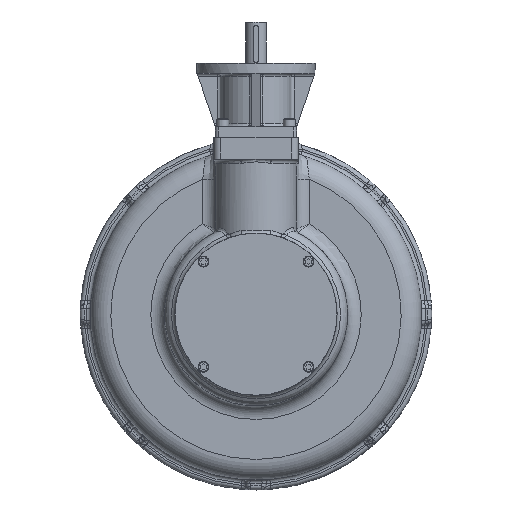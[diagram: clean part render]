
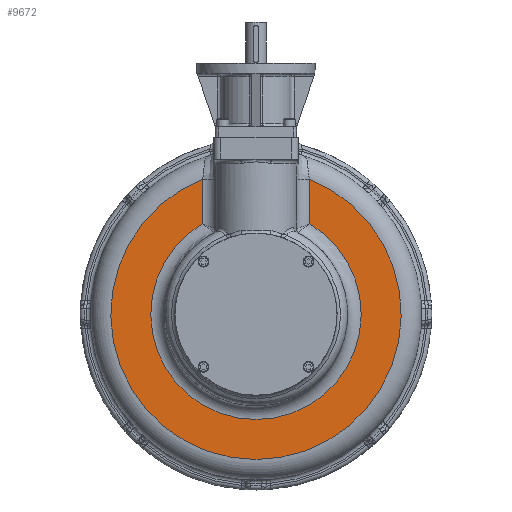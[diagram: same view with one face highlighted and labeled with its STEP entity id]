
A CAD part, top view. The second image highlights one B-rep face of the part: STEP entity #9672.
In plain terms, the highlighted planar face has unit normal (0, 0, 1).
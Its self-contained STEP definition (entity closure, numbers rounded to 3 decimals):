
#836=LINE('',#28103,#1363);
#839=LINE('',#28111,#1366);
#1363=VECTOR('',#17123,1000.);
#1366=VECTOR('',#17134,1000.);
#1631=PLANE('',#14581);
#3940=ORIENTED_EDGE('',*,*,#5717,.T.);
#3941=ORIENTED_EDGE('',*,*,#5715,.T.);
#3942=ORIENTED_EDGE('',*,*,#5725,.T.);
#3943=ORIENTED_EDGE('',*,*,#5720,.T.);
#5715=EDGE_CURVE('',#6723,#6725,#836,.F.);
#5717=EDGE_CURVE('',#6700,#6723,#7412,.T.);
#5720=EDGE_CURVE('',#6728,#6700,#839,.T.);
#5725=EDGE_CURVE('',#6725,#6728,#7415,.F.);
#6700=VERTEX_POINT('',#27267);
#6723=VERTEX_POINT('',#27897);
#6725=VERTEX_POINT('',#28094);
#6728=VERTEX_POINT('',#28112);
#7412=CIRCLE('',#14573,155.789);
#7415=CIRCLE('',#14578,215.);
#8147=EDGE_LOOP('',(#3940,#3941,#3942,#3943));
#8922=FACE_BOUND('',#8147,.T.);
#9672=ADVANCED_FACE('',(#8922),#1631,.F.);
#14573=AXIS2_PLACEMENT_3D('',#28106,#17127,#17128);
#14578=AXIS2_PLACEMENT_3D('',#28301,#17139,#17140);
#14581=AXIS2_PLACEMENT_3D('',#28306,#17147,#17148);
#17123=DIRECTION('',(0.,-1.,0.));
#17127=DIRECTION('',(0.,0.,-1.));
#17128=DIRECTION('',(1.,0.,0.));
#17134=DIRECTION('',(0.,-1.,0.));
#17139=DIRECTION('',(0.,0.,-1.));
#17140=DIRECTION('',(1.,0.,0.));
#17147=DIRECTION('',(0.,0.,-1.));
#17148=DIRECTION('',(1.,0.,0.));
#27267=CARTESIAN_POINT('',(79.26,-102.355,-3.3));
#27897=CARTESIAN_POINT('',(-79.26,-102.355,-3.3));
#28094=CARTESIAN_POINT('',(-79.26,-36.618,-3.3));
#28103=CARTESIAN_POINT('',(-79.26,-30.31,-3.3));
#28106=CARTESIAN_POINT('',(0.,-236.475,-3.3));
#28111=CARTESIAN_POINT('',(79.26,-114.391,-3.3));
#28112=CARTESIAN_POINT('',(79.26,-36.618,-3.3));
#28301=CARTESIAN_POINT('',(0.,-236.475,-3.3));
#28306=CARTESIAN_POINT('',(0.,-236.475,-3.3));
